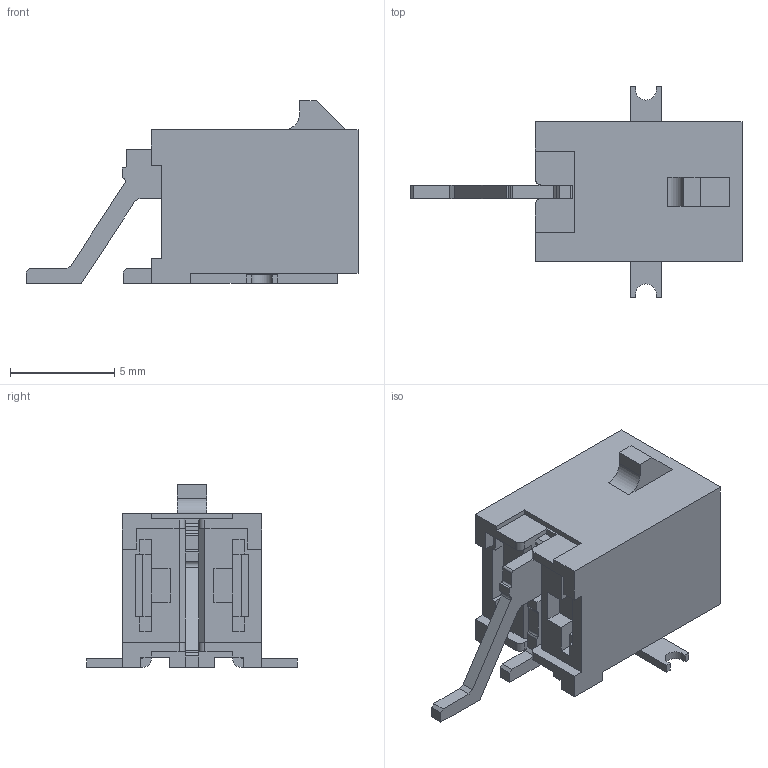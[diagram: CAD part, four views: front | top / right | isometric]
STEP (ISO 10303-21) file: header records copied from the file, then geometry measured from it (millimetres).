
FILE_DESCRIPTION(/* description */ ('Unknown'),/* implementation_level */ '2;1');
FILE_NAME(/* name */ '662102231724',/* time_stamp */ '2022-11-30T17:02:17+01:00',/* author */ ('Unknown'),/* organization */ ('Unknown'),/* preprocessor_version */ 'ST-DEVELOPER v18.102',/* originating_system */ 'Solid Edge',/* authorisation */ 'Unknown');
FILE_SCHEMA (('AUTOMOTIVE_DESIGN {1 0 10303 214 3 1 1}'));
Length unit declared in the file: millimetre
Products named in the file (5): 6621xx231724; 662002231722; 6620xx231722_PATTE; 6620xx231724_PIN_COURTE; 6620xx231724_PIN_LONGUE
Assembly tree (5 placements, depth 2):
  6621xx231724
    662002231722
    6620xx231722_PATTE  x2
    6620xx231724_PIN_COURTE
    6620xx231724_PIN_LONGUE
Bounding box: 15.9 x 10.1 x 8.76 mm (x, y, z)
Volume: 347.4 mm3; surface area: 936.2 mm2
Topology: 5 solids, 5 shells, 220 faces, 623 edges, 410 vertices
Faces by surface type: plane 202, cylinder 18
Entity records: 6869 total; most frequent: CARTESIAN_POINT 1137, ORIENTED_EDGE 1126, DIRECTION 1001, EDGE_CURVE 563, LINE 533, VECTOR 533, VERTEX_POINT 370, AXIS2_PLACEMENT_3D 234
